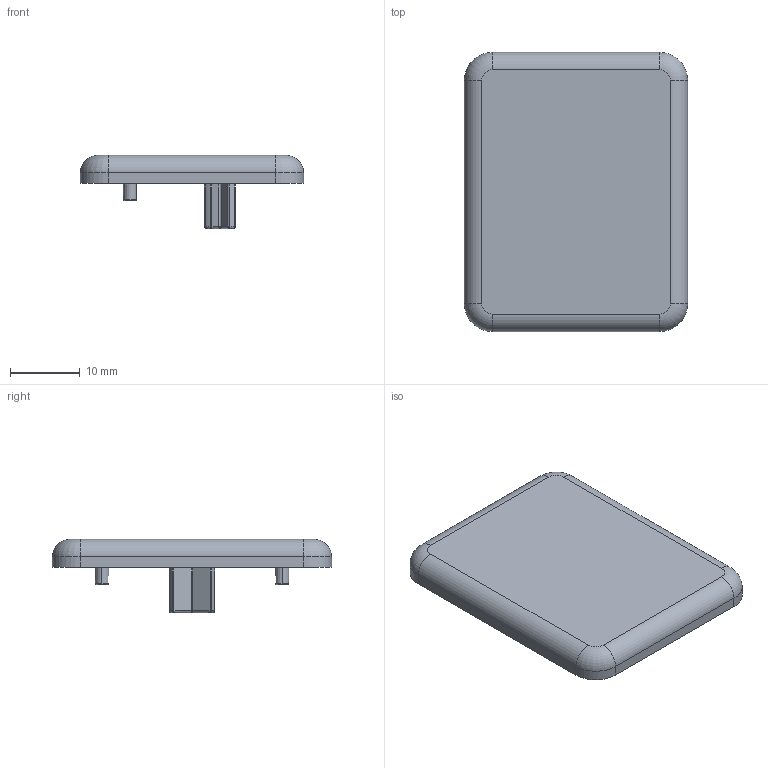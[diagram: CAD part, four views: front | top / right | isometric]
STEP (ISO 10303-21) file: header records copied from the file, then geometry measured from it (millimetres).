
FILE_DESCRIPTION (( 'STEP AP214' ), '1' );
FILE_NAME ('084.201.094.STEP', '2020-03-19T13:31:20', ( '' ), ( '' ), 'SwSTEP 2.0', 'SolidWorks 2018', '' );
FILE_SCHEMA (( 'AUTOMOTIVE_DESIGN' ));
Length unit declared in the file: millimetre
Products named in the file (1): 084.201.094
Bounding box: 32 x 40 x 10.5 mm (x, y, z)
Volume: 3676.9 mm3; surface area: 3443.9 mm2
Topology: 1 solids, 1 shells, 284 faces, 735 edges, 458 vertices
Faces by surface type: plane 189, cylinder 47, torus 20, bspline 20, cone 8
Entity records: 8943 total; most frequent: CARTESIAN_POINT 2150, ORIENTED_EDGE 1446, DIRECTION 1331, EDGE_CURVE 723, LINE 565, VECTOR 565, VERTEX_POINT 458, AXIS2_PLACEMENT_3D 383
